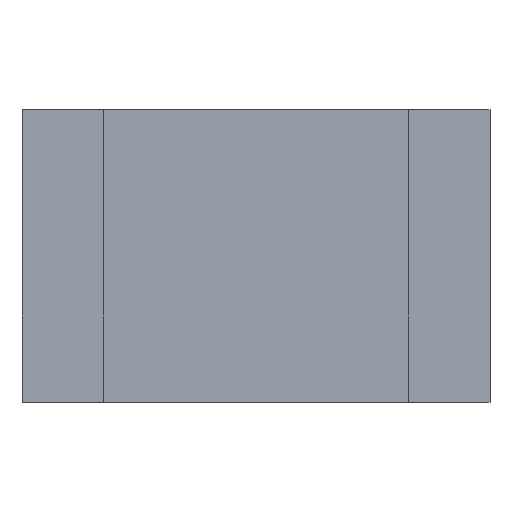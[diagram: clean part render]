
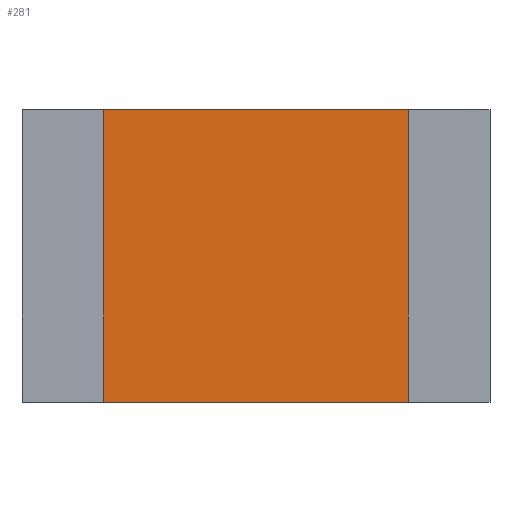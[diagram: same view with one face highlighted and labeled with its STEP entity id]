
A CAD part, top view. The second image highlights one B-rep face of the part: STEP entity #281.
In plain terms, the highlighted planar face has unit normal (0, 0, 1).
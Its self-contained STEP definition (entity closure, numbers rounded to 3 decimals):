
#35=FACE_OUTER_BOUND('',#49,.T.);
#49=EDGE_LOOP('',(#250,#251,#252,#253));
#72=LINE('',#412,#108);
#76=LINE('',#420,#112);
#81=LINE('',#429,#117);
#85=LINE('',#437,#121);
#108=VECTOR('',#336,1.3);
#112=VECTOR('',#342,1.25);
#117=VECTOR('',#351,1.25);
#121=VECTOR('',#361,1.3);
#138=VERTEX_POINT('',#409);
#139=VERTEX_POINT('',#411);
#142=VERTEX_POINT('',#419);
#144=VERTEX_POINT('',#427);
#168=EDGE_CURVE('',#138,#139,#72,.T.);
#172=EDGE_CURVE('',#142,#139,#76,.T.);
#177=EDGE_CURVE('',#138,#144,#81,.T.);
#181=EDGE_CURVE('',#142,#144,#85,.T.);
#250=ORIENTED_EDGE('',*,*,#172,.T.);
#251=ORIENTED_EDGE('',*,*,#168,.F.);
#252=ORIENTED_EDGE('',*,*,#177,.T.);
#253=ORIENTED_EDGE('',*,*,#181,.F.);
#267=PLANE('',#297);
#281=ADVANCED_FACE('',(#35),#267,.T.);
#297=AXIS2_PLACEMENT_3D('',#438,#362,#363);
#336=DIRECTION('',(-1.,0.,0.));
#342=DIRECTION('',(0.,-1.,0.));
#351=DIRECTION('',(0.,1.,0.));
#361=DIRECTION('',(1.,0.,0.));
#362=DIRECTION('center_axis',(0.,0.,1.));
#363=DIRECTION('ref_axis',(1.,0.,0.));
#409=CARTESIAN_POINT('',(-0.35,0.,0.5));
#411=CARTESIAN_POINT('',(-1.65,0.,0.5));
#412=CARTESIAN_POINT('',(0.,0.,0.5));
#419=CARTESIAN_POINT('',(-1.65,1.25,0.5));
#420=CARTESIAN_POINT('',(-1.65,0.313,0.5));
#427=CARTESIAN_POINT('',(-0.35,1.25,0.5));
#429=CARTESIAN_POINT('',(-0.35,0.938,0.5));
#437=CARTESIAN_POINT('',(-2.,1.25,0.5));
#438=CARTESIAN_POINT('Origin',(-1.,0.625,0.5));
